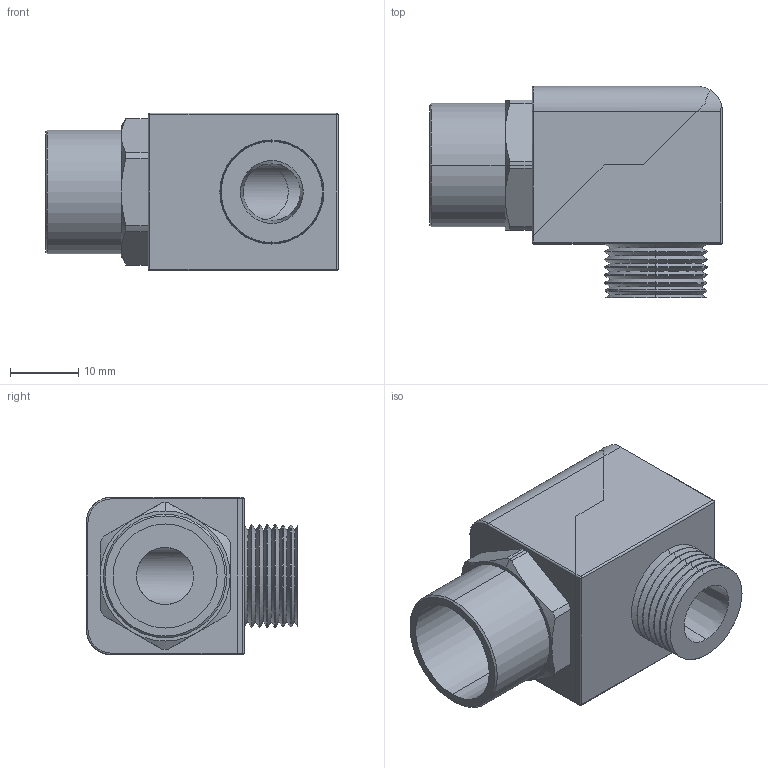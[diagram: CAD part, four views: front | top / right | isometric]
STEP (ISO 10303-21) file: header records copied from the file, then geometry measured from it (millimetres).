
FILE_DESCRIPTION (( 'STEP AP214' ), '1' );
FILE_NAME ('EM09AA-BK.STEP', '2007-12-24T02:30:33', ( '*' ), ( '' ), 'SwSTEP 2.0', 'SolidWorks 2007', '' );
FILE_SCHEMA (( 'AUTOMOTIVE_DESIGN' ));
Length unit declared in the file: inch
Products named in the file (1): EM09AA-BK
Bounding box: 42.93 x 30.99 x 23.11 mm (x, y, z)
Volume: 15637.8 mm3; surface area: 8179.5 mm2
Topology: 2 solids, 2 shells, 126 faces, 289 edges, 169 vertices
Faces by surface type: cone 57, cylinder 34, plane 31, sphere 2, torus 2
Entity records: 3618 total; most frequent: CARTESIAN_POINT 767, DIRECTION 600, ORIENTED_EDGE 574, EDGE_CURVE 287, AXIS2_PLACEMENT_3D 230, VERTEX_POINT 169, VECTOR 140, LINE 140
